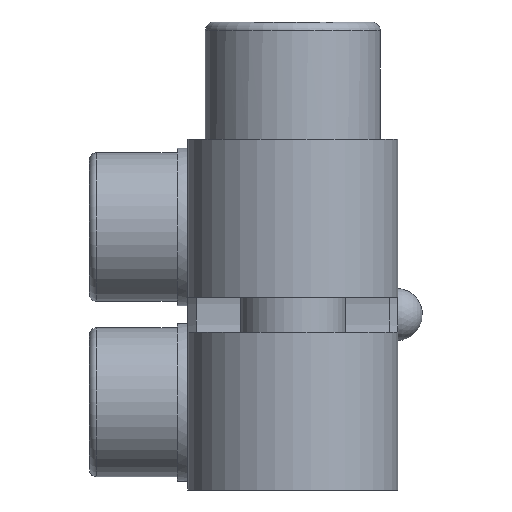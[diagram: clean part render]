
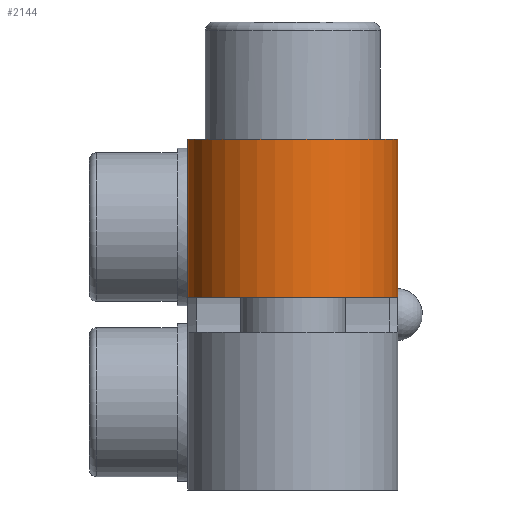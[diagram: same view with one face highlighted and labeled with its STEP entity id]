
A CAD part, left-side view. The second image highlights one B-rep face of the part: STEP entity #2144.
In plain terms, the highlighted cylindrical face has radius 6 mm (diameter 12 mm), a partial arc.
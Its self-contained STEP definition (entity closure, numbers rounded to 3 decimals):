
#210=FACE_OUTER_BOUND('',#339,.T.);
#339=EDGE_LOOP('',(#1760,#1761,#1762,#1763));
#503=LINE('',#3548,#678);
#504=LINE('',#3549,#679);
#678=VECTOR('',#2910,10.);
#679=VECTOR('',#2911,10.);
#803=CIRCLE('',#2361,6.);
#808=CIRCLE('',#2369,6.);
#979=VERTEX_POINT('',#3525);
#980=VERTEX_POINT('',#3527);
#985=VERTEX_POINT('',#3545);
#986=VERTEX_POINT('',#3546);
#1246=EDGE_CURVE('',#980,#979,#803,.T.);
#1254=EDGE_CURVE('',#985,#986,#808,.T.);
#1255=EDGE_CURVE('',#986,#980,#503,.T.);
#1256=EDGE_CURVE('',#979,#985,#504,.T.);
#1760=ORIENTED_EDGE('',*,*,#1254,.T.);
#1761=ORIENTED_EDGE('',*,*,#1255,.T.);
#1762=ORIENTED_EDGE('',*,*,#1246,.T.);
#1763=ORIENTED_EDGE('',*,*,#1256,.T.);
#1927=CYLINDRICAL_SURFACE('',#2368,6.);
#2144=ADVANCED_FACE('',(#210),#1927,.T.);
#2361=AXIS2_PLACEMENT_3D('',#3528,#2890,#2891);
#2368=AXIS2_PLACEMENT_3D('',#3544,#2906,#2907);
#2369=AXIS2_PLACEMENT_3D('',#3547,#2908,#2909);
#2890=DIRECTION('center_axis',(0.,0.,
1.));
#2891=DIRECTION('ref_axis',(-0.707,-0.707,0.));
#2906=DIRECTION('center_axis',(0.,0.,1.));
#2907=DIRECTION('ref_axis',(-0.707,-0.707,0.));
#2908=DIRECTION('center_axis',(0.,0.,-1.));
#2909=DIRECTION('ref_axis',(-0.707,0.707,0.));
#2910=DIRECTION('',(0.,0.,-1.));
#2911=DIRECTION('',(0.,0.,1.));
#3525=CARTESIAN_POINT('',(-17.,-6.,1.));
#3527=CARTESIAN_POINT('',(-17.,6.,1.));
#3528=CARTESIAN_POINT('Origin',(-17.,0.,1.));
#3544=CARTESIAN_POINT('Origin',(-17.,0.,0.));
#3545=CARTESIAN_POINT('',(-17.,-6.,10.));
#3546=CARTESIAN_POINT('',(-17.,6.,10.));
#3547=CARTESIAN_POINT('Origin',(-17.,0.,10.));
#3548=CARTESIAN_POINT('',(-17.,6.,0.));
#3549=CARTESIAN_POINT('',(-17.,-6.,0.));
